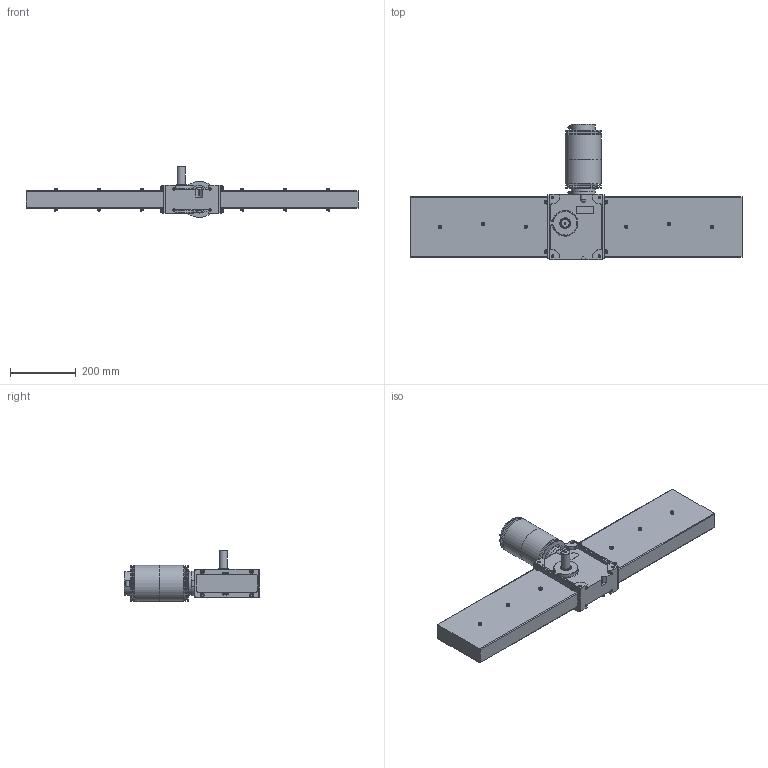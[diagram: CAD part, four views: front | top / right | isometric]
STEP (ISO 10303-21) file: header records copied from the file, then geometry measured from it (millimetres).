
FILE_DESCRIPTION(/* description */ ('STEP AP214'),/* implementation_level */ '2;1');
FILE_NAME(/* name */ 'ZCA45N150ER-J1',/* time_stamp */ '2023-09-22T16:19:41+02:00',/* author */ ('License CC BY-ND 4.0'),/* organization */ ('CADENAS'),/* preprocessor_version */ 'ST-DEVELOPER v19.3',/* originating_system */ 'PARTsolutions',/* authorisation */ ' ');
FILE_SCHEMA (('AUTOMOTIVE_DESIGN {1 0 10303 214 3 1 1}'));
Length unit declared in the file: millimetre
Products named in the file (6): ZCA45N150ER-J1; ZCA45-1500_bellows2; ZCA45-1500_bellows; ZCA45150_hr; ZCA45150_hl; ZCA45R-J1_ds+is
Assembly tree (5 placements, depth 2):
  ZCA45N150ER-J1
    ZCA45-1500_bellows2
    ZCA45-1500_bellows
    ZCA45150_hr
    ZCA45150_hl
    ZCA45R-J1_ds+is
Bounding box: 1008 x 410 x 155 mm (x, y, z)
Volume: 12171509.1 mm3; surface area: 777967 mm2
Topology: 5 solids, 5 shells, 758 faces, 1850 edges, 1194 vertices
Faces by surface type: plane 418, cylinder 210, cone 103, torus 19, sphere 8
Full cylindrical faces by diameter (mm): 4.917 x1, 6.647 x22, 8.5 x2, 8.6 x6, 10 x22, 11.5 x2, 12.2 x4, 12.5 x8, 13 x3, 13.5 x3, 25 x1, 30 x1, 32 x2, 40.24 x2, 52 x2, 54.605 x2, 69.9 x1, 70 x1, 72 x2, 73.6 x1, 110 x4
Entity records: 21113 total; most frequent: CARTESIAN_POINT 3811, DIRECTION 3618, ORIENTED_EDGE 3220, EDGE_CURVE 1610, AXIS2_PLACEMENT_3D 1324, VERTEX_POINT 1163, FACE_BOUND 1059, EDGE_LOOP 1040
